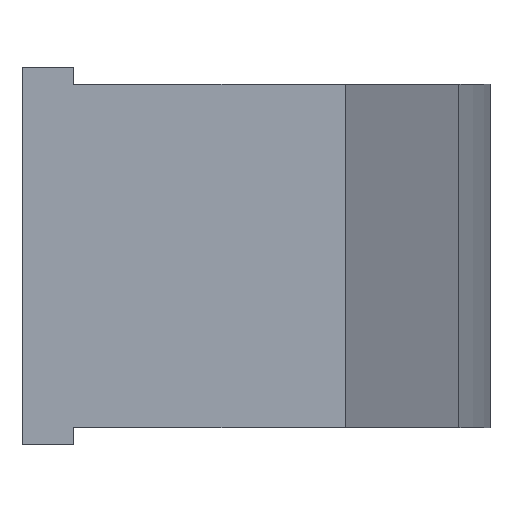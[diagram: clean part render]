
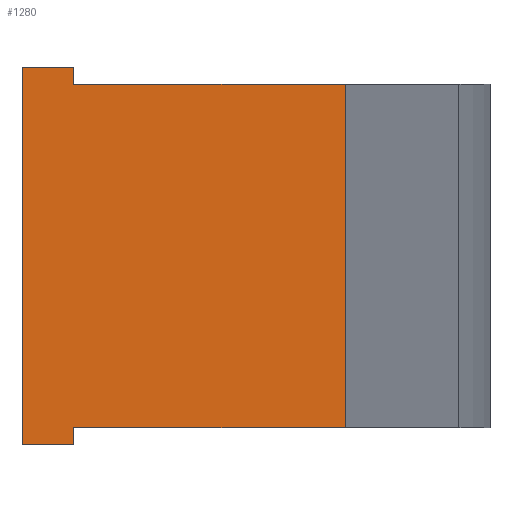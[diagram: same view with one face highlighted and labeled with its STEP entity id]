
A CAD part, front view. The second image highlights one B-rep face of the part: STEP entity #1280.
In plain terms, the highlighted planar face has unit normal (0, -1, 0).
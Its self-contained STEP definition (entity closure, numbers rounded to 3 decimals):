
#185=FACE_OUTER_BOUND('',#255,.T.);
#255=EDGE_LOOP('',(#1084,#1085,#1086,#1087,#1088,#1089,#1090,#1091));
#291=LINE('',#2089,#397);
#356=LINE('',#2973,#462);
#368=LINE('',#3034,#474);
#371=LINE('',#3043,#477);
#373=LINE('',#3051,#479);
#375=LINE('',#3059,#481);
#376=LINE('',#3060,#482);
#377=LINE('',#3061,#483);
#397=VECTOR('',#1436,3.);
#462=VECTOR('',#1601,22.);
#474=VECTOR('',#1647,20.);
#477=VECTOR('',#1658,15.823);
#479=VECTOR('',#1666,15.823);
#481=VECTOR('',#1674,3.);
#482=VECTOR('',#1675,1.);
#483=VECTOR('',#1676,1.);
#508=VERTEX_POINT('',#2086);
#509=VERTEX_POINT('',#2088);
#595=VERTEX_POINT('',#2971);
#605=VERTEX_POINT('',#3030);
#607=VERTEX_POINT('',#3033);
#609=VERTEX_POINT('',#3042);
#612=VERTEX_POINT('',#3050);
#615=VERTEX_POINT('',#3058);
#638=EDGE_CURVE('',#508,#509,#291,.T.);
#752=EDGE_CURVE('',#508,#595,#356,.T.);
#775=EDGE_CURVE('',#605,#607,#368,.T.);
#780=EDGE_CURVE('',#609,#605,#371,.T.);
#784=EDGE_CURVE('',#607,#612,#373,.T.);
#788=EDGE_CURVE('',#615,#595,#375,.T.);
#789=EDGE_CURVE('',#612,#615,#376,.T.);
#790=EDGE_CURVE('',#509,#609,#377,.T.);
#1084=ORIENTED_EDGE('',*,*,#752,.T.);
#1085=ORIENTED_EDGE('',*,*,#788,.F.);
#1086=ORIENTED_EDGE('',*,*,#789,.F.);
#1087=ORIENTED_EDGE('',*,*,#784,.F.);
#1088=ORIENTED_EDGE('',*,*,#775,.F.);
#1089=ORIENTED_EDGE('',*,*,#780,.F.);
#1090=ORIENTED_EDGE('',*,*,#790,.F.);
#1091=ORIENTED_EDGE('',*,*,#638,.F.);
#1232=PLANE('',#1389);
#1280=ADVANCED_FACE('',(#185),#1232,.F.);
#1389=AXIS2_PLACEMENT_3D('',#3057,#1672,#1673);
#1436=DIRECTION('',(1.,0.,0.));
#1601=DIRECTION('',(0.,0.,-1.));
#1647=DIRECTION('',(0.,0.,-1.));
#1658=DIRECTION('',(1.,0.,0.));
#1666=DIRECTION('',(-1.,0.,0.));
#1672=DIRECTION('center_axis',(0.,1.,0.));
#1673=DIRECTION('ref_axis',(0.,0.,1.));
#1674=DIRECTION('',(-1.,0.,0.));
#1675=DIRECTION('',(0.,0.,-1.));
#1676=DIRECTION('',(0.,0.,-1.));
#2086=CARTESIAN_POINT('',(-27.24,-41.975,1.));
#2088=CARTESIAN_POINT('',(-24.24,-41.975,1.));
#2089=CARTESIAN_POINT('',(-37.209,-41.975,1.));
#2971=CARTESIAN_POINT('',(-27.24,-41.975,-21.));
#2973=CARTESIAN_POINT('',(-27.24,-41.975,1.048));
#3030=CARTESIAN_POINT('',(-8.417,-41.975,0.));
#3033=CARTESIAN_POINT('',(-8.417,-41.975,-20.));
#3034=CARTESIAN_POINT('',(-8.417,-41.975,0.));
#3042=CARTESIAN_POINT('',(-24.24,-41.975,0.));
#3043=CARTESIAN_POINT('',(-12.899,-41.975,0.));
#3050=CARTESIAN_POINT('',(-24.24,-41.975,-20.));
#3051=CARTESIAN_POINT('',(-42.319,-41.975,-20.));
#3057=CARTESIAN_POINT('Origin',(-46.179,-41.975,2.096));
#3058=CARTESIAN_POINT('',(-24.24,-41.975,-21.));
#3059=CARTESIAN_POINT('',(-37.209,-41.975,-21.));
#3060=CARTESIAN_POINT('',(-24.24,-41.975,-4.256));
#3061=CARTESIAN_POINT('',(-24.24,-41.975,-4.256));
